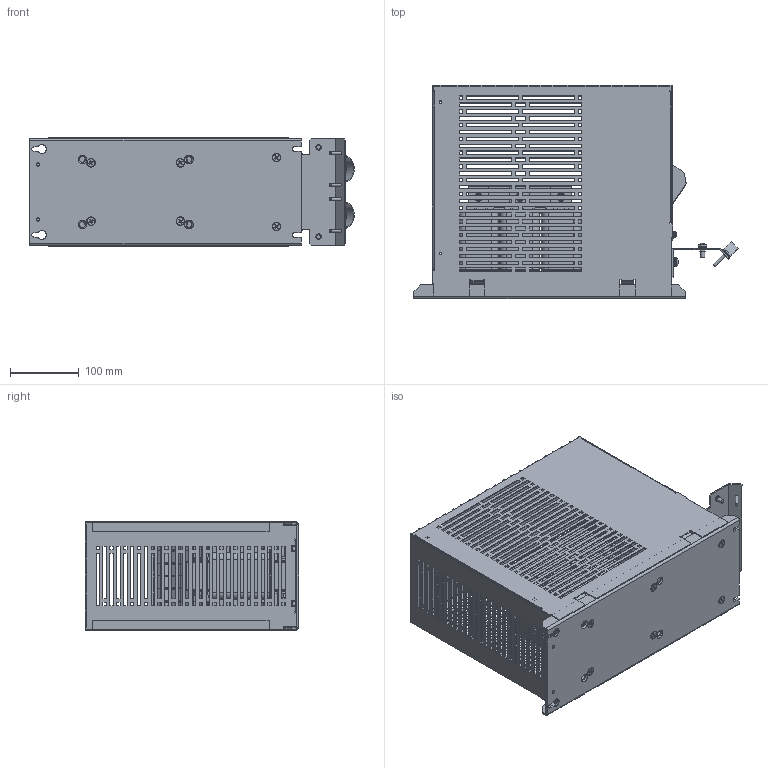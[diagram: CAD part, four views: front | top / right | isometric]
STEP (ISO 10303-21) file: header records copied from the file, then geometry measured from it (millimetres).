
FILE_DESCRIPTION (( 'STEP AP214' ), '1' );
FILE_NAME ('130B2839.STEP', '2015-02-12T13:40:47', ( 'EDV' ), ( 'Microsoft' ), 'SwSTEP 2.0', 'SolidWorks 2014', '' );
FILE_SCHEMA (( 'AUTOMOTIVE_DESIGN' ));
Length unit declared in the file: millimetre
Products named in the file (29): pan head cross collar screw_din_DIN 967 - M4 x 25 - Z --- 23.6N; 091104 Haube 80_105A v2; #140-0119; Verguss; #060-0425; Wickel 3UI 90_41,5; #040-1230; UI90-41,5-oD; #050-0916; +1095-0157; ts35x110; WDU 50N beige +2210-0081; #020-1796; M6x55-DIN84; D56; slotted cheese head screw_din_ISO 1207 - M6 x 50 --- 38N; #050-0918; curved spring lock washer_din_Spring washer DIN 128 - A5; plain washer large_din_Washer DIN 9021 - 6.4; 130B2839; hex nut gradec_din_Hexagon Nut ISO 4034 - M6 - N; pan head cross recess screw_din_ISO 7045 - M5 x 10 - Z --- 10N; countersunk flat head cross recess screw_din_ISO 7046-1 - M4 x 8 - Z --- 8N; countersunk flat head cross recess screw_din_ISO 7046-1 - M6 x 8 - Z --- 8N; plain washer grade a_din_Washer DIN 125 - A 6.4; hex nut style 2 gradeab_din_Hexagon Nut ISO 4033 - M5 - D - N; curved spring lock washer_din_Spring washer DIN 128 - A6; plain washer grade a_din_Washer DIN 125 - A 5.3; pan head cross recess screw_din_ISO 7045 - M6 x 16 - Z --- 16N
Assembly tree (89 placements, depth 2):
  130B2839
    #050-0918
    D56  x6
    #020-1796
    ts35x110
    #050-0916
    #040-1230  x2
    #060-0425
    #140-0119
    pan head cross collar screw_din_DIN 967 - M4 x 25 - Z --- 23.6N  x4
    pan head cross recess screw_din_ISO 7045 - M6 x 16 - Z --- 16N  x4
    curved spring lock washer_din_Spring washer DIN 128 - A6  x4
    plain washer grade a_din_Washer DIN 125 - A 6.4  x10
    countersunk flat head cross recess screw_din_ISO 7046-1 - M6 x 8 - Z --- 8N  x6
    countersunk flat head cross recess screw_din_ISO 7046-1 - M4 x 8 - Z --- 8N
    pan head cross recess screw_din_ISO 7045 - M5 x 10 - Z --- 10N  x4
    hex nut gradec_din_Hexagon Nut ISO 4034 - M6 - N  x6
    plain washer large_din_Washer DIN 9021 - 6.4  x6
    curved spring lock washer_din_Spring washer DIN 128 - A5  x4
    slotted cheese head screw_din_ISO 1207 - M6 x 50 --- 38N  x3
    M6x55-DIN84  x3
    WDU 50N beige +2210-0081  x6
    +1095-0157  x2
    UI90-41,5-oD  x3
    Wickel 3UI 90_41,5  x3
    Verguss
    091104 Haube 80_105A v2
    plain washer grade a_din_Washer DIN 125 - A 5.3  x2
    hex nut style 2 gradeab_din_Hexagon Nut ISO 4033 - M5 - D - N  x2
Bounding box: 471.8 x 310 x 158 mm (x, y, z)
Volume: 2757637.6 mm3; surface area: 1496179.7 mm2
Topology: 97 solids, 97 shells, 6562 faces, 17230 edges, 10868 vertices
Faces by surface type: plane 4840, cylinder 1034, torus 343, cone 222, bspline 111, sphere 12
Full cylindrical faces by diameter (mm): 3.455 x1, 3.7 x4, 4 x6, 4.2 x2, 5 x24, 5.3 x2, 5.5 x14, 6 x32, 6.4 x16, 6.95 x4, 7 x4, 7.15 x4, 7.9 x6, 8 x14, 8.4 x1, 8.5 x20, 9.5 x4, 10 x6, 11.3 x6, 12 x14, 18 x6
Entity records: 122807 total; most frequent: CARTESIAN_POINT 27485, ORIENTED_EDGE 19604, DIRECTION 18137, EDGE_CURVE 9802, VECTOR 8169, LINE 8169, VERTEX_POINT 6256, AXIS2_PLACEMENT_3D 4984
